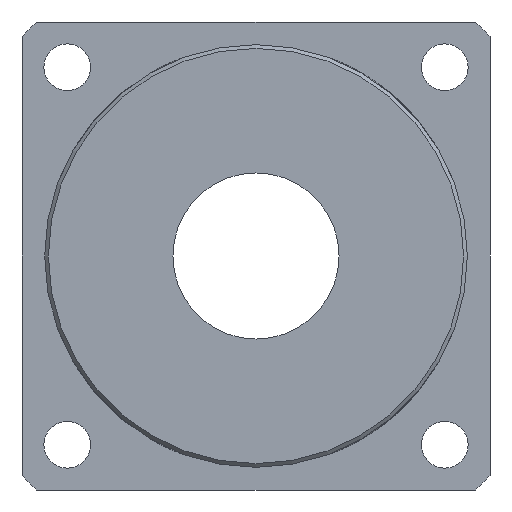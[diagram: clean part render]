
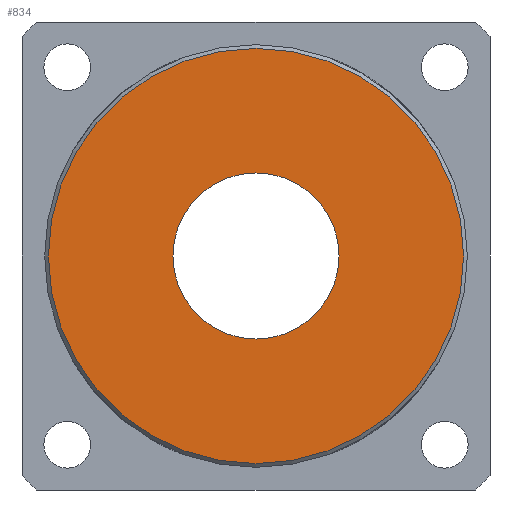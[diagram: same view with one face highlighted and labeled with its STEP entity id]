
A CAD part, left-side view. The second image highlights one B-rep face of the part: STEP entity #834.
In plain terms, the highlighted planar face has unit normal (-1, 0, 0).
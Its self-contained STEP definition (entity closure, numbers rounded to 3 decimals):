
#167=PLANE($,#885);
#189=FACE_BOUND($,#270,.T.);
#190=FACE_BOUND($,#271,.T.);
#270=EDGE_LOOP($,(#596));
#271=EDGE_LOOP($,(#597));
#348=CIRCLE($,#883,27.5);
#350=CIRCLE($,#886,11.);
#390=VERTEX_POINT($,#1206);
#392=VERTEX_POINT($,#1211);
#476=EDGE_CURVE($,#390,#390,#348,.T.);
#478=EDGE_CURVE($,#392,#392,#350,.T.);
#596=ORIENTED_EDGE($,*,*,#478,.T.);
#597=ORIENTED_EDGE($,*,*,#476,.F.);
#834=ADVANCED_FACE($,(#189,#190),#167,.T.);
#883=AXIS2_PLACEMENT_3D($,#1207,#974,#975);
#885=AXIS2_PLACEMENT_3D($,#1210,#978,#979);
#886=AXIS2_PLACEMENT_3D($,#1212,#980,#981);
#974=DIRECTION('center_axis',(1.,0.,0.));
#975=DIRECTION('ref_axis',(0.,-1.,0.));
#978=DIRECTION('center_axis',(-1.,0.,0.));
#979=DIRECTION('ref_axis',(0.,0.,1.));
#980=DIRECTION('center_axis',(1.,0.,0.));
#981=DIRECTION('ref_axis',(0.,0.,-1.));
#1206=CARTESIAN_POINT('',(0.,27.5,0.));
#1207=CARTESIAN_POINT('Origin',(0.,0.,0.));
#1210=CARTESIAN_POINT('Origin',(0.,19.5,0.));
#1211=CARTESIAN_POINT('',(0.,0.,11.));
#1212=CARTESIAN_POINT('Origin',(0.,0.,0.));
